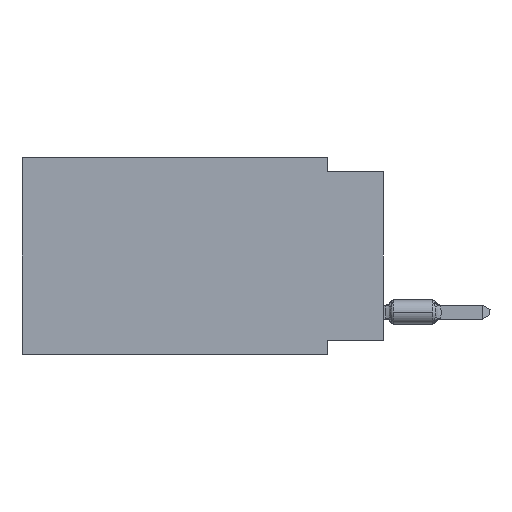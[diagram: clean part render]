
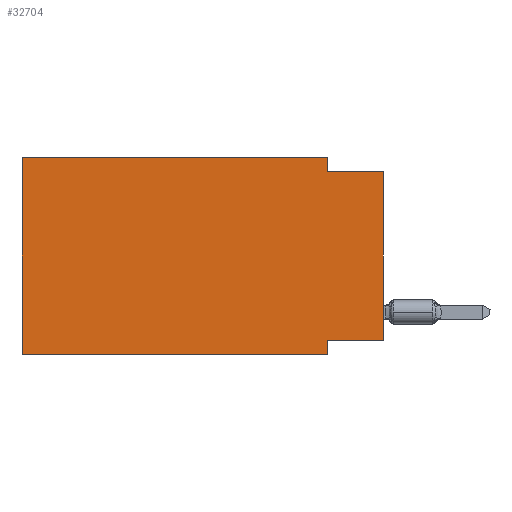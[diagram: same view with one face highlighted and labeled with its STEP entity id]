
A CAD part, left-side view. The second image highlights one B-rep face of the part: STEP entity #32704.
In plain terms, the highlighted planar face has unit normal (-1, 0, 0).
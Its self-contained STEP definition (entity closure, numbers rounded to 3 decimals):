
#643 = DIRECTION ( 'NONE',  ( 0., 0., -1. ) ) ;
#3393 = EDGE_CURVE ( 'NONE', #43971, #10645, #38179, .T. ) ;
#4574 = VERTEX_POINT ( 'NONE', #25374 ) ;
#6400 = EDGE_CURVE ( 'NONE', #13941, #17762, #31840, .T. ) ;
#6483 = AXIS2_PLACEMENT_3D ( 'NONE', #17931, #41941, #643 ) ;
#6686 = EDGE_CURVE ( 'NONE', #20120, #19153, #41878, .T. ) ;
#6880 = VECTOR ( 'NONE', #41719, 1000. ) ;
#6986 = CARTESIAN_POINT ( 'NONE',  ( 0., 2.54, -8.89 ) ) ;
#7625 = VECTOR ( 'NONE', #23817, 1000. ) ;
#9689 = EDGE_CURVE ( 'NONE', #13941, #43971, #16666, .T. ) ;
#9875 = CARTESIAN_POINT ( 'NONE',  ( 0., 0., -8.255 ) ) ;
#10645 = VERTEX_POINT ( 'NONE', #30259 ) ;
#11415 = CARTESIAN_POINT ( 'NONE',  ( 0., 16.383, -8.89 ) ) ;
#12811 = DIRECTION ( 'NONE',  ( 0., 1., 0. ) ) ;
#13549 = EDGE_CURVE ( 'NONE', #10645, #20120, #42808, .T. ) ;
#13827 = CARTESIAN_POINT ( 'NONE',  ( 0., 16.383, 0. ) ) ;
#13941 = VERTEX_POINT ( 'NONE', #18956 ) ;
#14057 = ORIENTED_EDGE ( 'NONE', *, *, #13549, .F. ) ;
#16238 = ORIENTED_EDGE ( 'NONE', *, *, #9689, .F. ) ;
#16666 = LINE ( 'NONE', #32872, #20730 ) ;
#17240 = DIRECTION ( 'NONE',  ( 0., 0., 1. ) ) ;
#17648 = VECTOR ( 'NONE', #35193, 1000. ) ;
#17762 = VERTEX_POINT ( 'NONE', #19362 ) ;
#17931 = CARTESIAN_POINT ( 'NONE',  ( 0., 16.383, 0. ) ) ;
#18451 = CARTESIAN_POINT ( 'NONE',  ( 0., 2.54, -8.255 ) ) ;
#18956 = CARTESIAN_POINT ( 'NONE',  ( 0., 16.383, -8.89 ) ) ;
#19153 = VERTEX_POINT ( 'NONE', #42220 ) ;
#19362 = CARTESIAN_POINT ( 'NONE',  ( 0., 2.54, -8.89 ) ) ;
#20054 = EDGE_CURVE ( 'NONE', #37204, #17762, #26966, .T. ) ;
#20120 = VERTEX_POINT ( 'NONE', #23377 ) ;
#20421 = LINE ( 'NONE', #9875, #26385 ) ;
#20730 = VECTOR ( 'NONE', #40260, 1000. ) ;
#21011 = ORIENTED_EDGE ( 'NONE', *, *, #6400, .T. ) ;
#21780 = CARTESIAN_POINT ( 'NONE',  ( 0., 16.383, 0. ) ) ;
#23377 = CARTESIAN_POINT ( 'NONE',  ( 0., 2.54, -0.635 ) ) ;
#23817 = DIRECTION ( 'NONE',  ( 0., 0., -1. ) ) ;
#25218 = EDGE_CURVE ( 'NONE', #4574, #19153, #38551, .T. ) ;
#25374 = CARTESIAN_POINT ( 'NONE',  ( 0., 0., -8.255 ) ) ;
#26005 = ORIENTED_EDGE ( 'NONE', *, *, #3393, .F. ) ;
#26250 = VECTOR ( 'NONE', #17240, 1000. ) ;
#26385 = VECTOR ( 'NONE', #12811, 1000. ) ;
#26966 = LINE ( 'NONE', #6986, #7625 ) ;
#26970 = ORIENTED_EDGE ( 'NONE', *, *, #20054, .F. ) ;
#28179 = DIRECTION ( 'NONE',  ( 0., -1., 0. ) ) ;
#29009 = ORIENTED_EDGE ( 'NONE', *, *, #42749, .F. ) ;
#30259 = CARTESIAN_POINT ( 'NONE',  ( 0., 2.54, 0. ) ) ;
#31840 = LINE ( 'NONE', #11415, #6880 ) ;
#32704 = ADVANCED_FACE ( 'NONE', ( #35222 ), #41725, .F. ) ;
#32872 = CARTESIAN_POINT ( 'NONE',  ( 0., 16.383, 0. ) ) ;
#35193 = DIRECTION ( 'NONE',  ( 0., 0., -1. ) ) ;
#35222 = FACE_OUTER_BOUND ( 'NONE', #40176, .T. ) ;
#35478 = DIRECTION ( 'NONE',  ( 0., -1., 0. ) ) ;
#37204 = VERTEX_POINT ( 'NONE', #18451 ) ;
#38179 = LINE ( 'NONE', #21780, #44030 ) ;
#38551 = LINE ( 'NONE', #41473, #26250 ) ;
#39186 = ORIENTED_EDGE ( 'NONE', *, *, #25218, .T. ) ;
#39215 = CARTESIAN_POINT ( 'NONE',  ( 0., 2.54, 0. ) ) ;
#39644 = ORIENTED_EDGE ( 'NONE', *, *, #6686, .F. ) ;
#40176 = EDGE_LOOP ( 'NONE', ( #39186, #39644, #14057, #26005, #16238, #21011, #26970, #29009 ) ) ;
#40260 = DIRECTION ( 'NONE',  ( 0., 0., 1. ) ) ;
#41473 = CARTESIAN_POINT ( 'NONE',  ( 0., 0., 0. ) ) ;
#41719 = DIRECTION ( 'NONE',  ( 0., -1., 0. ) ) ;
#41725 = PLANE ( 'NONE',  #6483 ) ;
#41878 = LINE ( 'NONE', #42549, #42000 ) ;
#41941 = DIRECTION ( 'NONE',  ( 1., 0., 0. ) ) ;
#42000 = VECTOR ( 'NONE', #28179, 1000. ) ;
#42220 = CARTESIAN_POINT ( 'NONE',  ( 0., 0., -0.635 ) ) ;
#42549 = CARTESIAN_POINT ( 'NONE',  ( 0., 0., -0.635 ) ) ;
#42749 = EDGE_CURVE ( 'NONE', #4574, #37204, #20421, .T. ) ;
#42808 = LINE ( 'NONE', #39215, #17648 ) ;
#43971 = VERTEX_POINT ( 'NONE', #13827 ) ;
#44030 = VECTOR ( 'NONE', #35478, 1000. ) ;
